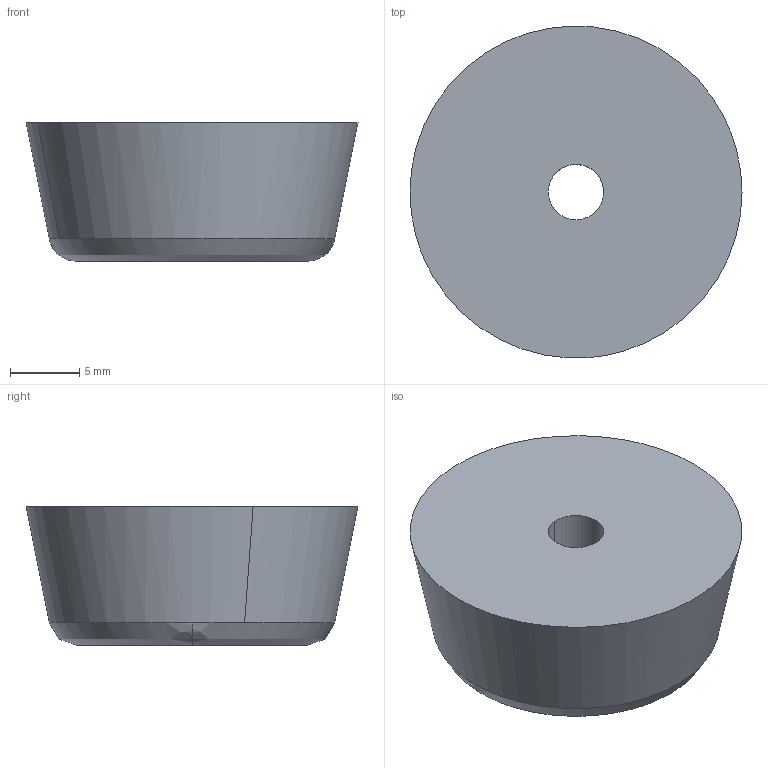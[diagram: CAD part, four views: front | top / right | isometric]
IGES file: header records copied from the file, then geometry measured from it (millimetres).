
Start section: ------------------------------------------------------------------------
Global section: file name: PC50.360.TM_TK_24_CRUL_29917.igs; native system: spGate; preprocessor: ver15.6.1; author: Unknown; organization: Unknown; date: 191219.155243; units: millimetre
Bounding box: 24 x 23.98 x 10 mm (x, y, z)
Volume: 3405.7 mm3; surface area: 1829.2 mm2
Topology: 2 solids, 2 shells, 20 faces, 45 edges, 31 vertices
Faces by surface type: bspline 20
